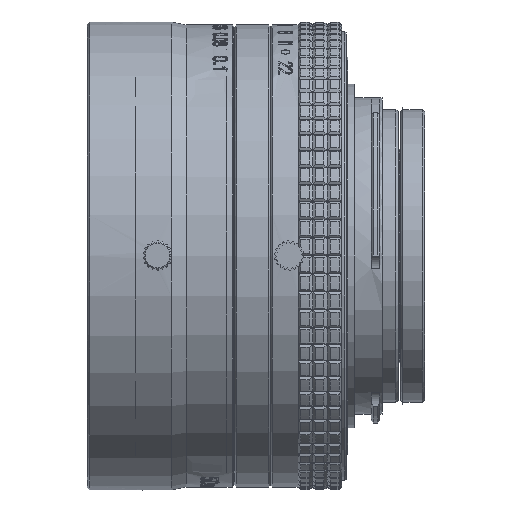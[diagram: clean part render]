
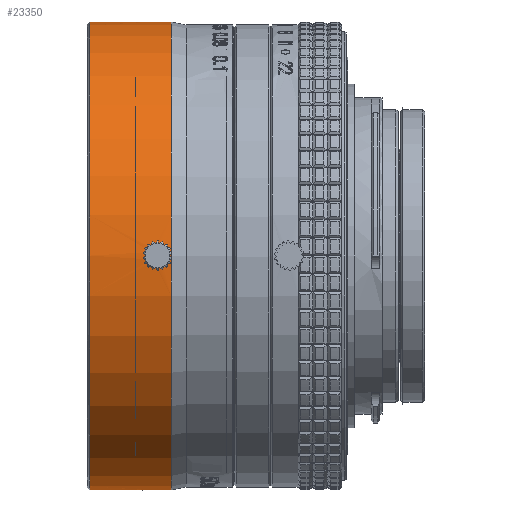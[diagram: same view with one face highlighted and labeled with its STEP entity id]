
A CAD part, top view. The second image highlights one B-rep face of the part: STEP entity #23350.
In plain terms, the highlighted cylindrical face has radius 32 mm (diameter 64 mm), a partial arc.
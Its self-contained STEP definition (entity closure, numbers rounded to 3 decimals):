
#23312 = EDGE_CURVE('',#23313,#23315,#23317,.T.);
#23313 = VERTEX_POINT('',#23314);
#23314 = CARTESIAN_POINT('',(-11.4,0.,32.));
#23315 = VERTEX_POINT('',#23316);
#23316 = CARTESIAN_POINT('',(-9.4,0.,32.));
#23317 = B_SPLINE_CURVE_WITH_KNOTS('',3,(#23318,#23319,#23320,#23321,
    #23322,#23323,#23324,#23325,#23326,#23327,#23328,#23329,#23330,
    #23331),.UNSPECIFIED.,.F.,.F.,(4,1,1,1,1,1,1,1,1,1,1,4),(0.,
    0.091,0.182,0.273,0.364,
    0.455,0.545,0.636,0.727,
    0.818,0.909,1.),.UNSPECIFIED.);
#23318 = CARTESIAN_POINT('',(-11.4,0.,32.));
#23319 = CARTESIAN_POINT('',(-11.4,0.107,32.));
#23320 = CARTESIAN_POINT('',(-11.367,0.311,
    31.999));
#23321 = CARTESIAN_POINT('',(-11.211,0.607,
    31.995));
#23322 = CARTESIAN_POINT('',(-10.975,0.826,
    31.989));
#23323 = CARTESIAN_POINT('',(-10.681,0.962,
    31.986));
#23324 = CARTESIAN_POINT('',(-10.384,0.998,
    31.984));
#23325 = CARTESIAN_POINT('',(-10.12,0.956,
    31.986));
#23326 = CARTESIAN_POINT('',(-9.888,0.858,
    31.989));
#23327 = CARTESIAN_POINT('',(-9.684,0.703,
    31.992));
#23328 = CARTESIAN_POINT('',(-9.522,0.496,31.996
    ));
#23329 = CARTESIAN_POINT('',(-9.421,0.25,
    31.999));
#23330 = CARTESIAN_POINT('',(-9.4,0.085,32.));
#23331 = CARTESIAN_POINT('',(-9.4,0.,32.));
#23350 = ADVANCED_FACE('',(#23351,#23441),#23460,.T.);
#23351 = FACE_BOUND('',#23352,.T.);
#23352 = EDGE_LOOP('',(#23353,#23374,#23382,#23391,#23399,#23418,#23426,
    #23435));
#23353 = ORIENTED_EDGE('',*,*,#23354,.T.);
#23354 = EDGE_CURVE('',#23355,#23357,#23359,.T.);
#23355 = VERTEX_POINT('',#23356);
#23356 = CARTESIAN_POINT('',(-12.5,-32.,0.));
#23357 = VERTEX_POINT('',#23358);
#23358 = CARTESIAN_POINT('',(-10.3,-32.,0.));
#23359 = B_SPLINE_CURVE_WITH_KNOTS('',3,(#23360,#23361,#23362,#23363,
    #23364,#23365,#23366,#23367,#23368,#23369,#23370,#23371,#23372,
    #23373),.UNSPECIFIED.,.F.,.F.,(4,1,1,1,1,1,1,1,1,1,1,4),(0.,
    0.091,0.182,0.273,0.364,
    0.455,0.545,0.636,0.727,
    0.818,0.909,1.),.UNSPECIFIED.);
#23360 = CARTESIAN_POINT('',(-12.5,-32.,0.));
#23361 = CARTESIAN_POINT('',(-12.5,-32.,0.106));
#23362 = CARTESIAN_POINT('',(-12.471,-31.999,
    0.31));
#23363 = CARTESIAN_POINT('',(-12.34,-31.995,
    0.6));
#23364 = CARTESIAN_POINT('',(-12.131,-31.989,
    0.842));
#23365 = CARTESIAN_POINT('',(-11.867,-31.984,
    1.013));
#23366 = CARTESIAN_POINT('',(-11.558,-31.981,
    1.104));
#23367 = CARTESIAN_POINT('',(-11.244,-31.981,
    1.104));
#23368 = CARTESIAN_POINT('',(-10.935,-31.984,
    1.014));
#23369 = CARTESIAN_POINT('',(-10.67,-31.989,
    0.843));
#23370 = CARTESIAN_POINT('',(-10.461,-31.995,
    0.601));
#23371 = CARTESIAN_POINT('',(-10.329,-31.999,
    0.31));
#23372 = CARTESIAN_POINT('',(-10.3,-32.,0.106));
#23373 = CARTESIAN_POINT('',(-10.3,-32.,0.));
#23374 = ORIENTED_EDGE('',*,*,#23375,.F.);
#23375 = EDGE_CURVE('',#23376,#23357,#23378,.T.);
#23376 = VERTEX_POINT('',#23377);
#23377 = CARTESIAN_POINT('',(-8.5,-32.,0.));
#23378 = LINE('',#23379,#23380);
#23379 = CARTESIAN_POINT('',(-8.5,-32.,0.));
#23380 = VECTOR('',#23381,1.);
#23381 = DIRECTION('',(-1.,0.,0.));
#23382 = ORIENTED_EDGE('',*,*,#23383,.F.);
#23383 = EDGE_CURVE('',#23384,#23376,#23386,.T.);
#23384 = VERTEX_POINT('',#23385);
#23385 = CARTESIAN_POINT('',(-8.5,32.,0.));
#23386 = CIRCLE('',#23387,32.);
#23387 = AXIS2_PLACEMENT_3D('',#23388,#23389,#23390);
#23388 = CARTESIAN_POINT('',(-8.5,0.,0.));
#23389 = DIRECTION('',(1.,0.,0.));
#23390 = DIRECTION('',(-0.,1.,0.));
#23391 = ORIENTED_EDGE('',*,*,#23392,.T.);
#23392 = EDGE_CURVE('',#23384,#23393,#23395,.T.);
#23393 = VERTEX_POINT('',#23394);
#23394 = CARTESIAN_POINT('',(-10.3,32.,0.));
#23395 = LINE('',#23396,#23397);
#23396 = CARTESIAN_POINT('',(-8.5,32.,0.));
#23397 = VECTOR('',#23398,1.);
#23398 = DIRECTION('',(-1.,0.,0.));
#23399 = ORIENTED_EDGE('',*,*,#23400,.T.);
#23400 = EDGE_CURVE('',#23393,#23401,#23403,.T.);
#23401 = VERTEX_POINT('',#23402);
#23402 = CARTESIAN_POINT('',(-12.5,32.,0.));
#23403 = B_SPLINE_CURVE_WITH_KNOTS('',3,(#23404,#23405,#23406,#23407,
    #23408,#23409,#23410,#23411,#23412,#23413,#23414,#23415,#23416,
    #23417),.UNSPECIFIED.,.F.,.F.,(4,1,1,1,1,1,1,1,1,1,1,4),(0.,
    0.091,0.182,0.273,0.364,
    0.455,0.545,0.636,0.727,
    0.818,0.909,1.),.UNSPECIFIED.);
#23404 = CARTESIAN_POINT('',(-10.3,32.,0.));
#23405 = CARTESIAN_POINT('',(-10.3,32.,0.106));
#23406 = CARTESIAN_POINT('',(-10.329,31.999,
    0.31));
#23407 = CARTESIAN_POINT('',(-10.46,31.995,
    0.601));
#23408 = CARTESIAN_POINT('',(-10.669,31.989,
    0.842));
#23409 = CARTESIAN_POINT('',(-10.933,31.984,
    1.013));
#23410 = CARTESIAN_POINT('',(-11.242,31.981,
    1.104));
#23411 = CARTESIAN_POINT('',(-11.556,31.981,
    1.104));
#23412 = CARTESIAN_POINT('',(-11.866,31.984,
    1.013));
#23413 = CARTESIAN_POINT('',(-12.13,31.989,
    0.843));
#23414 = CARTESIAN_POINT('',(-12.34,31.995,
    0.601));
#23415 = CARTESIAN_POINT('',(-12.471,31.999,
    0.31));
#23416 = CARTESIAN_POINT('',(-12.5,32.,0.106));
#23417 = CARTESIAN_POINT('',(-12.5,32.,0.));
#23418 = ORIENTED_EDGE('',*,*,#23419,.F.);
#23419 = EDGE_CURVE('',#23420,#23401,#23422,.T.);
#23420 = VERTEX_POINT('',#23421);
#23421 = CARTESIAN_POINT('',(-19.7,32.,0.));
#23422 = LINE('',#23423,#23424);
#23423 = CARTESIAN_POINT('',(-19.7,32.,
    0.));
#23424 = VECTOR('',#23425,1.);
#23425 = DIRECTION('',(1.,0.,0.));
#23426 = ORIENTED_EDGE('',*,*,#23427,.F.);
#23427 = EDGE_CURVE('',#23428,#23420,#23430,.T.);
#23428 = VERTEX_POINT('',#23429);
#23429 = CARTESIAN_POINT('',(-19.7,-32.,0.));
#23430 = CIRCLE('',#23431,32.);
#23431 = AXIS2_PLACEMENT_3D('',#23432,#23433,#23434);
#23432 = CARTESIAN_POINT('',(-19.7,0.,0.));
#23433 = DIRECTION('',(-1.,0.,0.));
#23434 = DIRECTION('',(0.,-1.,0.));
#23435 = ORIENTED_EDGE('',*,*,#23436,.F.);
#23436 = EDGE_CURVE('',#23355,#23428,#23437,.T.);
#23437 = LINE('',#23438,#23439);
#23438 = CARTESIAN_POINT('',(-12.5,-32.,0.));
#23439 = VECTOR('',#23440,1.);
#23440 = DIRECTION('',(-1.,0.,0.));
#23441 = FACE_BOUND('',#23442,.T.);
#23442 = EDGE_LOOP('',(#23443,#23444));
#23443 = ORIENTED_EDGE('',*,*,#23312,.T.);
#23444 = ORIENTED_EDGE('',*,*,#23445,.T.);
#23445 = EDGE_CURVE('',#23315,#23313,#23446,.T.);
#23446 = B_SPLINE_CURVE_WITH_KNOTS('',3,(#23447,#23448,#23449,#23450,
    #23451,#23452,#23453,#23454,#23455,#23456,#23457,#23458,#23459),
  .UNSPECIFIED.,.F.,.F.,(4,1,1,1,1,1,1,1,1,1,4),(0.,0.1,0.2,0.3,0.4,0.5,
    0.6,0.7,0.8,0.9,1.),.QUASI_UNIFORM_KNOTS.);
#23447 = CARTESIAN_POINT('',(-9.4,0.,32.));
#23448 = CARTESIAN_POINT('',(-9.4,-0.106,32.));
#23449 = CARTESIAN_POINT('',(-9.432,-0.308,
    31.999));
#23450 = CARTESIAN_POINT('',(-9.586,-0.602,
    31.995));
#23451 = CARTESIAN_POINT('',(-9.815,-0.819,
    31.99));
#23452 = CARTESIAN_POINT('',(-10.102,-0.957,
    31.986));
#23453 = CARTESIAN_POINT('',(-10.415,-1.001,
    31.984));
#23454 = CARTESIAN_POINT('',(-10.73,-0.947,
    31.986));
#23455 = CARTESIAN_POINT('',(-11.009,-0.801,
    31.99));
#23456 = CARTESIAN_POINT('',(-11.23,-0.578,
    31.995));
#23457 = CARTESIAN_POINT('',(-11.369,-0.298,
    31.999));
#23458 = CARTESIAN_POINT('',(-11.4,-0.103,32.));
#23459 = CARTESIAN_POINT('',(-11.4,0.,32.));
#23460 = CYLINDRICAL_SURFACE('',#23461,32.);
#23461 = AXIS2_PLACEMENT_3D('',#23462,#23463,#23464);
#23462 = CARTESIAN_POINT('',(-21.,0.,0.));
#23463 = DIRECTION('',(1.,0.,0.));
#23464 = DIRECTION('',(0.,-1.,0.));
